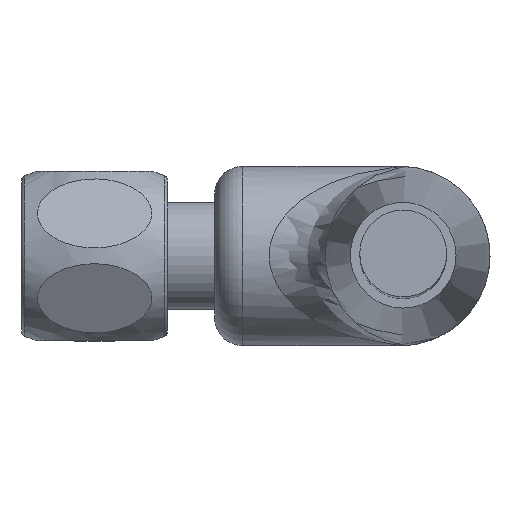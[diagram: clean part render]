
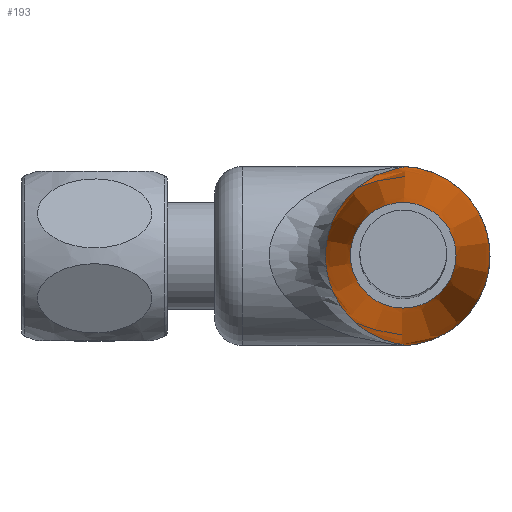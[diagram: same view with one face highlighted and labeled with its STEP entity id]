
A CAD part, top view. The second image highlights one B-rep face of the part: STEP entity #193.
In plain terms, the highlighted conical face has half-angle 4.846 degrees and reference radius 4.75 mm.
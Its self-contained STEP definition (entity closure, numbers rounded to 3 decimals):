
#146=CONICAL_SURFACE('',#933,4.75,4.846);
#148=B_SPLINE_CURVE_WITH_KNOTS('',3,(#1278,#1279,#1280,#1281),
 .UNSPECIFIED.,.F.,.F.,(4,4),(0.,1.),.UNSPECIFIED.);
#149=B_SPLINE_CURVE_WITH_KNOTS('',3,(#1283,#1284,#1285,#1286,#1287,#1288,
#1289,#1290,#1291,#1292,#1293,#1294,#1295,#1296,#1297,#1298,#1299,#1300,
#1301,#1302,#1303,#1304,#1305,#1306,#1307,#1308,#1309,#1310,#1311,#1312,
#1313,#1314,#1315,#1316,#1317,#1318,#1319,#1320,#1321,#1322,#1323,#1324,
#1325,#1326,#1327,#1328,#1329,#1330,#1331,#1332,#1333,#1334,#1335,#1336,
#1337,#1338,#1339,#1340,#1341,#1342,#1343,#1344),.UNSPECIFIED.,.F.,.F.,(4,
2,2,2,2,2,2,2,2,2,2,2,2,2,2,2,2,2,1,2,2,2,2,1,2,2,2,2,2,2,2,4),(0.,0.016,
0.031,0.039,0.047,0.062,
0.094,0.109,0.117,0.125,
0.188,0.219,0.234,0.25,0.5,
0.625,0.688,0.719,0.734,
0.742,0.75,0.813,0.844,
0.859,0.867,0.875,0.906,
0.922,0.938,0.969,0.984,
1.),.UNSPECIFIED.);
#150=B_SPLINE_CURVE_WITH_KNOTS('',3,(#1346,#1347,#1348,#1349),
 .UNSPECIFIED.,.F.,.F.,(4,4),(0.,1.),.UNSPECIFIED.);
#151=B_SPLINE_CURVE_WITH_KNOTS('',3,(#1353,#1354,#1355,#1356),
 .UNSPECIFIED.,.F.,.F.,(4,4),(0.,1.),.UNSPECIFIED.);
#152=B_SPLINE_CURVE_WITH_KNOTS('',3,(#1358,#1359,#1360,#1361,#1362,#1363,
#1364,#1365,#1366,#1367),.UNSPECIFIED.,.F.,.F.,(4,2,2,2,4),(0.,0.25,0.5,
0.75,1.),.UNSPECIFIED.);
#153=B_SPLINE_CURVE_WITH_KNOTS('',3,(#1369,#1370,#1371,#1372),
 .UNSPECIFIED.,.F.,.F.,(4,4),(0.,1.),.UNSPECIFIED.);
#193=ADVANCED_FACE('',(#238,#239),#146,.T.);
#238=FACE_BOUND('',#286,.T.);
#239=FACE_BOUND('',#287,.T.);
#286=EDGE_LOOP('',(#351,#352,#353,#354,#355,#356,#357,#358));
#287=EDGE_LOOP('',(#359));
#351=ORIENTED_EDGE('',*,*,#485,.T.);
#352=ORIENTED_EDGE('',*,*,#486,.T.);
#353=ORIENTED_EDGE('',*,*,#487,.T.);
#354=ORIENTED_EDGE('',*,*,#488,.T.);
#355=ORIENTED_EDGE('',*,*,#489,.T.);
#356=ORIENTED_EDGE('',*,*,#490,.T.);
#357=ORIENTED_EDGE('',*,*,#491,.F.);
#358=ORIENTED_EDGE('',*,*,#492,.T.);
#359=ORIENTED_EDGE('',*,*,#483,.F.);
#443=VERTEX_POINT('',#1271);
#445=VERTEX_POINT('',#1276);
#446=VERTEX_POINT('',#1277);
#447=VERTEX_POINT('',#1282);
#448=VERTEX_POINT('',#1345);
#449=VERTEX_POINT('',#1350);
#450=VERTEX_POINT('',#1352);
#451=VERTEX_POINT('',#1357);
#452=VERTEX_POINT('',#1368);
#483=EDGE_CURVE('',#443,#443,#570,.T.);
#485=EDGE_CURVE('',#445,#446,#728,.T.);
#486=EDGE_CURVE('',#446,#447,#148,.T.);
#487=EDGE_CURVE('',#447,#448,#149,.T.);
#488=EDGE_CURVE('',#448,#449,#150,.T.);
#489=EDGE_CURVE('',#449,#450,#729,.T.);
#490=EDGE_CURVE('',#450,#451,#151,.T.);
#491=EDGE_CURVE('',#452,#451,#152,.T.);
#492=EDGE_CURVE('',#452,#445,#153,.T.);
#570=CIRCLE('',#930,2.8);
#728=LINE('',#1275,#743);
#729=LINE('',#1351,#744);
#743=VECTOR('',#1098,1.);
#744=VECTOR('',#1099,1.);
#930=AXIS2_PLACEMENT_3D('',#1270,#1092,#1093);
#933=AXIS2_PLACEMENT_3D('',#1373,#1100,#1101);
#1092=DIRECTION('',(0.,0.,1.));
#1093=DIRECTION('',(1.,0.,0.));
#1098=DIRECTION('',(0.,-0.084,0.996));
#1099=DIRECTION('',(0.,-0.084,-0.996));
#1100=DIRECTION('',(0.,0.,-1.));
#1101=DIRECTION('',(-1.,0.,0.));
#1270=CARTESIAN_POINT('',(19.597,0.,23.));
#1271=CARTESIAN_POINT('',(22.397,0.,23.));
#1275=CARTESIAN_POINT('',(19.597,0.,56.026));
#1276=CARTESIAN_POINT('',(19.597,4.748,0.029));
#1277=CARTESIAN_POINT('',(19.597,4.675,0.888));
#1278=CARTESIAN_POINT('',(19.597,4.675,0.888));
#1279=CARTESIAN_POINT('',(19.567,4.673,0.904));
#1280=CARTESIAN_POINT('',(19.536,4.672,0.918));
#1281=CARTESIAN_POINT('',(19.505,4.67,0.932));
#1282=CARTESIAN_POINT('',(19.505,4.67,0.932));
#1283=CARTESIAN_POINT('',(19.505,4.67,0.932));
#1284=CARTESIAN_POINT('',(19.428,4.666,0.968));
#1285=CARTESIAN_POINT('',(19.352,4.657,1.029));
#1286=CARTESIAN_POINT('',(19.204,4.632,1.204));
#1287=CARTESIAN_POINT('',(19.206,4.632,1.21));
#1288=CARTESIAN_POINT('',(19.083,4.604,1.384));
#1289=CARTESIAN_POINT('',(19.04,4.594,1.447));
#1290=CARTESIAN_POINT('',(18.996,4.583,1.51));
#1291=CARTESIAN_POINT('',(18.972,4.577,1.545));
#1292=CARTESIAN_POINT('',(18.893,4.555,1.663));
#1293=CARTESIAN_POINT('',(18.857,4.546,1.718));
#1294=CARTESIAN_POINT('',(18.567,4.453,2.169));
#1295=CARTESIAN_POINT('',(18.422,4.393,2.404));
#1296=CARTESIAN_POINT('',(18.268,4.325,2.656));
#1297=CARTESIAN_POINT('',(18.227,4.307,2.723));
#1298=CARTESIAN_POINT('',(18.181,4.285,2.8));
#1299=CARTESIAN_POINT('',(18.168,4.279,2.821));
#1300=CARTESIAN_POINT('',(18.148,4.269,2.855));
#1301=CARTESIAN_POINT('',(18.164,4.277,2.828));
#1302=CARTESIAN_POINT('',(17.899,4.146,3.266));
#1303=CARTESIAN_POINT('',(17.685,4.017,3.625));
#1304=CARTESIAN_POINT('',(17.397,3.813,4.115));
#1305=CARTESIAN_POINT('',(17.306,3.744,4.271));
#1306=CARTESIAN_POINT('',(17.177,3.638,4.493));
#1307=CARTESIAN_POINT('',(17.135,3.602,4.565));
#1308=CARTESIAN_POINT('',(17.054,3.531,4.705));
#1309=CARTESIAN_POINT('',(17.04,3.519,4.729));
#1310=CARTESIAN_POINT('',(15.951,2.494,6.615));
#1311=CARTESIAN_POINT('',(15.48,1.193,7.502));
#1312=CARTESIAN_POINT('',(15.484,-0.613,7.494));
#1313=CARTESIAN_POINT('',(15.599,-1.232,7.27));
#1314=CARTESIAN_POINT('',(15.969,-2.121,6.603));
#1315=CARTESIAN_POINT('',(16.125,-2.41,6.326));
#1316=CARTESIAN_POINT('',(16.409,-2.824,5.827));
#1317=CARTESIAN_POINT('',(16.512,-2.959,5.646));
#1318=CARTESIAN_POINT('',(16.679,-3.154,5.355));
#1319=CARTESIAN_POINT('',(16.766,-3.25,5.204));
#1320=CARTESIAN_POINT('',(16.857,-3.343,5.046));
#1321=CARTESIAN_POINT('',(16.919,-3.405,4.938));
#1322=CARTESIAN_POINT('',(16.963,-3.447,4.861));
#1323=CARTESIAN_POINT('',(17.135,-3.608,4.565));
#1324=CARTESIAN_POINT('',(17.306,-3.749,4.27));
#1325=CARTESIAN_POINT('',(17.593,-3.952,3.781));
#1326=CARTESIAN_POINT('',(17.694,-4.018,3.61));
#1327=CARTESIAN_POINT('',(17.854,-4.113,3.343));
#1328=CARTESIAN_POINT('',(17.936,-4.16,3.206));
#1329=CARTESIAN_POINT('',(18.021,-4.205,3.065));
#1330=CARTESIAN_POINT('',(18.078,-4.234,2.97));
#1331=CARTESIAN_POINT('',(18.132,-4.261,2.881));
#1332=CARTESIAN_POINT('',(18.157,-4.273,2.84));
#1333=CARTESIAN_POINT('',(18.216,-4.303,2.74));
#1334=CARTESIAN_POINT('',(18.37,-4.37,2.488));
#1335=CARTESIAN_POINT('',(18.432,-4.397,2.387));
#1336=CARTESIAN_POINT('',(18.579,-4.453,2.152));
#1337=CARTESIAN_POINT('',(18.691,-4.493,1.976));
#1338=CARTESIAN_POINT('',(18.902,-4.56,1.647));
#1339=CARTESIAN_POINT('',(18.984,-4.582,1.526));
#1340=CARTESIAN_POINT('',(19.197,-4.63,1.221));
#1341=CARTESIAN_POINT('',(19.206,-4.632,1.201));
#1342=CARTESIAN_POINT('',(19.354,-4.657,1.028));
#1343=CARTESIAN_POINT('',(19.429,-4.666,0.967));
#1344=CARTESIAN_POINT('',(19.505,-4.67,0.932));
#1345=CARTESIAN_POINT('',(19.505,-4.67,0.932));
#1346=CARTESIAN_POINT('',(19.505,-4.67,0.932));
#1347=CARTESIAN_POINT('',(19.536,-4.672,0.918));
#1348=CARTESIAN_POINT('',(19.567,-4.673,0.904));
#1349=CARTESIAN_POINT('',(19.597,-4.675,0.888));
#1350=CARTESIAN_POINT('',(19.597,-4.675,0.888));
#1351=CARTESIAN_POINT('',(19.597,0.,56.026));
#1352=CARTESIAN_POINT('',(19.597,-4.748,0.029));
#1353=CARTESIAN_POINT('',(19.597,-4.748,0.029));
#1354=CARTESIAN_POINT('',(19.572,-4.748,0.019));
#1355=CARTESIAN_POINT('',(19.547,-4.749,0.009));
#1356=CARTESIAN_POINT('',(19.522,-4.749,0.));
#1357=CARTESIAN_POINT('',(19.522,-4.749,0.));
#1358=CARTESIAN_POINT('',(19.522,4.749,0.));
#1359=CARTESIAN_POINT('',(20.725,4.73,0.448));
#1360=CARTESIAN_POINT('',(21.896,4.252,0.891));
#1361=CARTESIAN_POINT('',(23.654,2.525,1.56));
#1362=CARTESIAN_POINT('',(24.195,1.276,1.768));
#1363=CARTESIAN_POINT('',(24.199,-1.26,1.77));
#1364=CARTESIAN_POINT('',(23.663,-2.514,1.563));
#1365=CARTESIAN_POINT('',(21.9,-4.251,0.892));
#1366=CARTESIAN_POINT('',(20.725,-4.73,0.448));
#1367=CARTESIAN_POINT('',(19.522,-4.749,0.));
#1368=CARTESIAN_POINT('',(19.522,4.749,0.));
#1369=CARTESIAN_POINT('',(19.522,4.749,0.));
#1370=CARTESIAN_POINT('',(19.547,4.749,0.009));
#1371=CARTESIAN_POINT('',(19.572,4.748,0.019));
#1372=CARTESIAN_POINT('',(19.597,4.748,0.029));
#1373=CARTESIAN_POINT('',(19.597,0.,0.));
